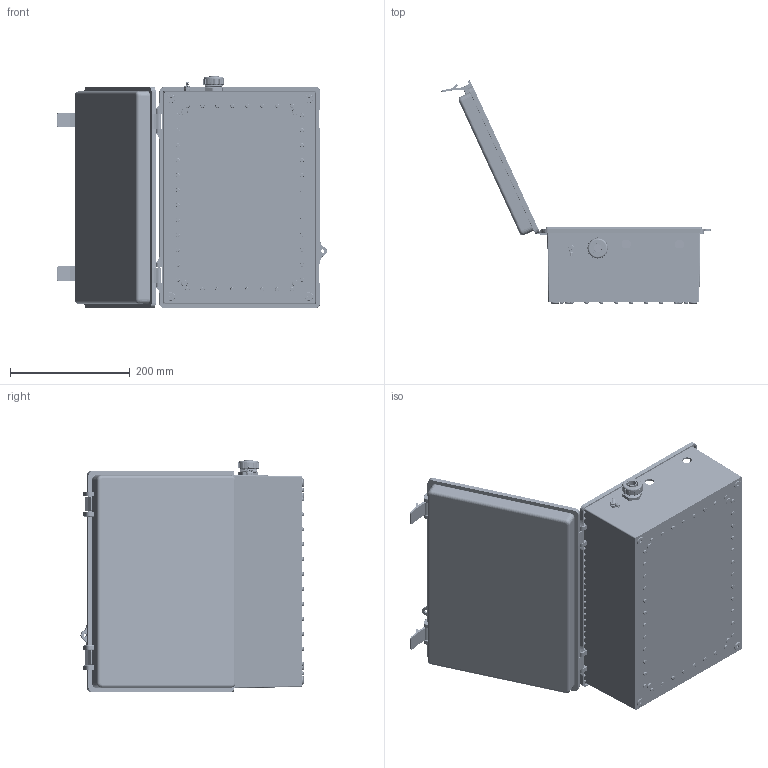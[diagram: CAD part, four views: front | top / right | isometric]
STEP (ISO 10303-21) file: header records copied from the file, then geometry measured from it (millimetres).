
FILE_DESCRIPTION (( 'STEP AP214' ), '1' );
FILE_NAME ('TEP141006-100.STEP', '2019-05-10T13:38:21', ( '' ), ( '' ), 'SwSTEP 2.0', 'SolidWorks 2018', '' );
FILE_SCHEMA (( 'AUTOMOTIVE_DESIGN' ));
Length unit declared in the file: inch
Products named in the file (21): XF797-02; NBE141006_lid latch; XNBE141006-01_box; XMH-0007; XFS-0026; XCTB-0002; GroundWire_NB141006-100; XFS-0006; XFS-0017; XCT-0011; 1BE01-002; XC-0003; XCT-0010; 10-32 NEMA PLATE SCREW; NBE141006_lid; TEP141006-100; XFN-0013; XFW-0002; XMH-0010; XCT-0005; XFN-0003
Assembly tree (35 placements, depth 2):
  TEP141006-100
    XNBE141006-01_box
    NBE141006_lid
    NBE141006_lid latch  x2
    1BE01-002
    XC-0003
    XFS-0026
    XCT-0010
    XFW-0002  x5
    XFN-0003  x2
    XCT-0005
    XFS-0017  x3
    10-32 NEMA PLATE SCREW  x4
    XCT-0011
    XMH-0007  x4
    XMH-0010
    XCTB-0002
    XFN-0013  x2
    XF797-02
    XFS-0006
    GroundWire_NB141006-100
Bounding box: 451.73 x 373.26 x 388.66 mm (x, y, z)
Volume: 1584979.9 mm3; surface area: 1002551.4 mm2
Topology: 38 solids, 39 shells, 4763 faces, 11222 edges, 6710 vertices
Faces by surface type: cone 1755, plane 1439, cylinder 1032, torus 481, bspline 40, sphere 16
Entity records: 142751 total; most frequent: CARTESIAN_POINT 22482, DIRECTION 19362, ORIENTED_EDGE 17410, EDGE_CURVE 8705, AXIS2_PLACEMENT_3D 7455, VERTEX_POINT 5238, VECTOR 4452, LINE 4452
